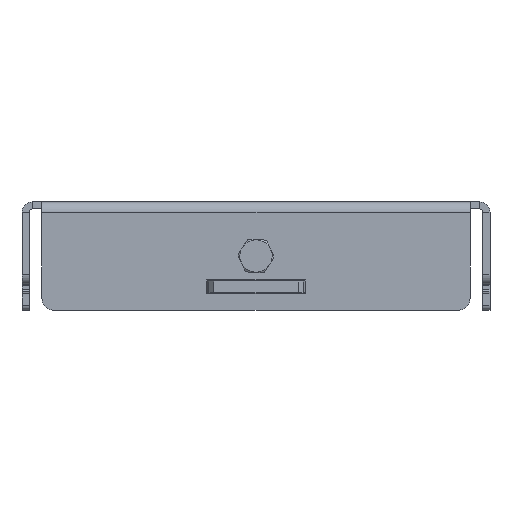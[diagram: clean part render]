
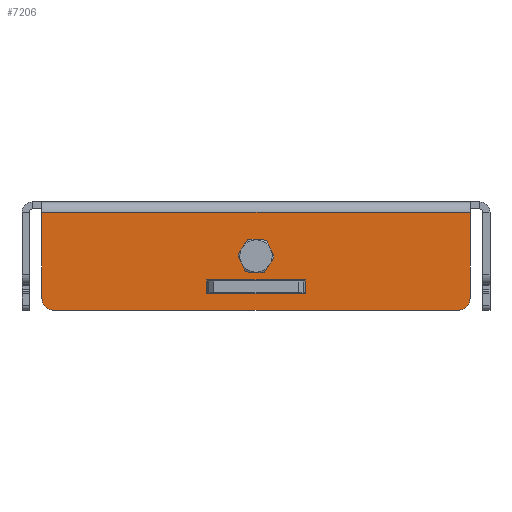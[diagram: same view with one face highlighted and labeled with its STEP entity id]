
A CAD part, front view. The second image highlights one B-rep face of the part: STEP entity #7206.
In plain terms, the highlighted face is planar.
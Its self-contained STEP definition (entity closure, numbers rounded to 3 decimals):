
#3867=DIRECTION('',(0.,0.,-1.));
#3868=VECTOR('',#3867,18.263);
#3869=CARTESIAN_POINT('',(-1.5,0.,20.5));
#3870=LINE('',#3869,#3868);
#3875=CARTESIAN_POINT('',(-1.5,-88.5,20.5));
#3876=DIRECTION('',(1.,0.,0.));
#3877=DIRECTION('',(0.,0.,1.));
#3878=AXIS2_PLACEMENT_3D('',#3875,#3876,#3877);
#3880=CARTESIAN_POINT('',(-1.5,-2.5,20.5));
#3881=DIRECTION('',(1.,0.,0.));
#3882=DIRECTION('',(0.,1.,0.));
#3883=AXIS2_PLACEMENT_3D('',#3880,#3881,#3882);
#3885=CARTESIAN_POINT('',(-1.5,-45.5,11.5));
#3886=DIRECTION('',(-1.,0.,0.));
#3887=DIRECTION('',(0.,0.,1.));
#3888=AXIS2_PLACEMENT_3D('',#3885,#3886,#3887);
#3890=CARTESIAN_POINT('',(-1.5,-45.5,11.5));
#3891=DIRECTION('',(-1.,0.,0.));
#3892=DIRECTION('',(0.,0.,-1.));
#3893=AXIS2_PLACEMENT_3D('',#3890,#3891,#3892);
#3895=DIRECTION('',(0.,1.,0.));
#3896=VECTOR('',#3895,86.);
#3897=CARTESIAN_POINT('',(-1.5,-88.5,23.));
#3898=LINE('',#3897,#3896);
#3931=DIRECTION('',(0.,0.,1.));
#3932=VECTOR('',#3931,18.263);
#3933=CARTESIAN_POINT('',(-1.5,-91.,2.237));
#3934=LINE('',#3933,#3932);
#3963=DIRECTION('',(0.,-1.,0.));
#3964=VECTOR('',#3963,21.);
#3965=CARTESIAN_POINT('',(-1.5,-35.,19.5));
#3966=LINE('',#3965,#3964);
#3975=DIRECTION('',(0.,0.,1.));
#3976=VECTOR('',#3975,2.9);
#3977=CARTESIAN_POINT('',(-1.5,-35.,16.6));
#3978=LINE('',#3977,#3976);
#3987=DIRECTION('',(0.,1.,0.));
#3988=VECTOR('',#3987,21.);
#3989=CARTESIAN_POINT('',(-1.5,-56.,16.6));
#3990=LINE('',#3989,#3988);
#3999=DIRECTION('',(0.,0.,-1.));
#4000=VECTOR('',#3999,2.9);
#4001=CARTESIAN_POINT('',(-1.5,-56.,19.5));
#4002=LINE('',#4001,#4000);
#4011=DIRECTION('',(0.,-1.,0.));
#4012=VECTOR('',#4011,91.);
#4013=CARTESIAN_POINT('',(-1.5,0.,2.237));
#4014=LINE('',#4013,#4012);
#5651=CARTESIAN_POINT('',(-1.5,-91.,2.237));
#5652=VERTEX_POINT('',#5651);
#5873=CARTESIAN_POINT('',(-1.5,0.,2.237));
#5874=VERTEX_POINT('',#5873);
#5875=CARTESIAN_POINT('',(-1.5,0.,20.5));
#5876=VERTEX_POINT('',#5875);
#5879=CARTESIAN_POINT('',(-1.5,-88.5,23.));
#5880=CARTESIAN_POINT('',(-1.5,-2.5,23.));
#5881=VERTEX_POINT('',#5879);
#5882=VERTEX_POINT('',#5880);
#5883=CARTESIAN_POINT('',(-1.5,-91.,20.5));
#5884=VERTEX_POINT('',#5883);
#5885=CARTESIAN_POINT('',(-1.5,-45.5,14.21));
#5886=CARTESIAN_POINT('',(-1.5,-45.5,8.79));
#5887=VERTEX_POINT('',#5885);
#5888=VERTEX_POINT('',#5886);
#5889=CARTESIAN_POINT('',(-1.5,-35.,16.6));
#5890=CARTESIAN_POINT('',(-1.5,-35.,19.5));
#5891=VERTEX_POINT('',#5889);
#5892=VERTEX_POINT('',#5890);
#5893=CARTESIAN_POINT('',(-1.5,-56.,16.6));
#5894=VERTEX_POINT('',#5893);
#5895=CARTESIAN_POINT('',(-1.5,-56.,19.5));
#5896=VERTEX_POINT('',#5895);
#7172=CARTESIAN_POINT('',(-1.5,0.,1.5));
#7173=DIRECTION('',(1.,0.,0.));
#7174=DIRECTION('',(0.,0.,-1.));
#7175=AXIS2_PLACEMENT_3D('',#7172,#7173,#7174);
#7176=PLANE('',#7175);
#7178=ORIENTED_EDGE('',*,*,#7177,.F.);
#7180=ORIENTED_EDGE('',*,*,#7179,.T.);
#7182=ORIENTED_EDGE('',*,*,#7181,.F.);
#7184=ORIENTED_EDGE('',*,*,#7183,.F.);
#7185=ORIENTED_EDGE('',*,*,#7162,.F.);
#7187=ORIENTED_EDGE('',*,*,#7186,.T.);
#7188=EDGE_LOOP('',(#7178,#7180,#7182,#7184,#7185,#7187));
#7189=FACE_OUTER_BOUND('',#7188,.F.);
#7191=ORIENTED_EDGE('',*,*,#7190,.T.);
#7193=ORIENTED_EDGE('',*,*,#7192,.T.);
#7194=EDGE_LOOP('',(#7191,#7193));
#7195=FACE_BOUND('',#7194,.F.);
#7197=ORIENTED_EDGE('',*,*,#7196,.F.);
#7199=ORIENTED_EDGE('',*,*,#7198,.F.);
#7201=ORIENTED_EDGE('',*,*,#7200,.F.);
#7203=ORIENTED_EDGE('',*,*,#7202,.F.);
#7204=EDGE_LOOP('',(#7197,#7199,#7201,#7203));
#7205=FACE_BOUND('',#7204,.F.);
#7206=ADVANCED_FACE('',(#7189,#7195,#7205),#7176,.F.);
#3879=CIRCLE('',#3878,2.5);
#3884=CIRCLE('',#3883,2.5);
#3889=CIRCLE('',#3888,2.71);
#3894=CIRCLE('',#3893,2.71);
#7162=EDGE_CURVE('',#5876,#5874,#3870,.T.);
#7177=EDGE_CURVE('',#5881,#5882,#3898,.T.);
#7179=EDGE_CURVE('',#5881,#5884,#3879,.T.);
#7181=EDGE_CURVE('',#5652,#5884,#3934,.T.);
#7183=EDGE_CURVE('',#5874,#5652,#4014,.T.);
#7186=EDGE_CURVE('',#5876,#5882,#3884,.T.);
#7190=EDGE_CURVE('',#5887,#5888,#3889,.T.);
#7192=EDGE_CURVE('',#5888,#5887,#3894,.T.);
#7196=EDGE_CURVE('',#5891,#5892,#3978,.T.);
#7198=EDGE_CURVE('',#5894,#5891,#3990,.T.);
#7200=EDGE_CURVE('',#5896,#5894,#4002,.T.);
#7202=EDGE_CURVE('',#5892,#5896,#3966,.T.);
